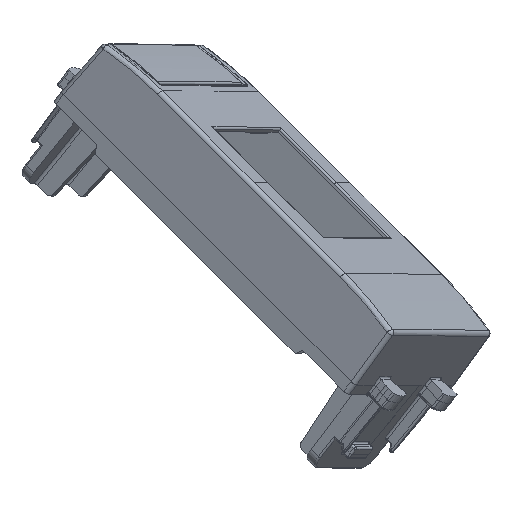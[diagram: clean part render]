
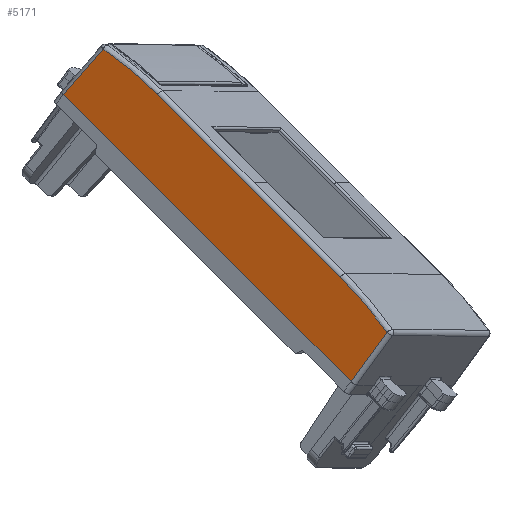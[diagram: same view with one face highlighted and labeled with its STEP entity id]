
A CAD part, isometric view. The second image highlights one B-rep face of the part: STEP entity #5171.
In plain terms, the highlighted face is planar.
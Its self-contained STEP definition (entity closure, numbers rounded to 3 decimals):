
#3877=CARTESIAN_POINT('Vertex',(-21.669,11.119,7.708)) ;
#3880=CARTESIAN_POINT('Line Origine',(-21.78,11.141,5.16)) ;
#3884=CARTESIAN_POINT('Vertex',(-21.95,11.175,1.275)) ;
#5124=CARTESIAN_POINT('Axis2P3D Location',(0.,11.175,1.275)) ;
#5130=CARTESIAN_POINT('Control Point',(-13.969,11.113,8.379)) ;
#5131=CARTESIAN_POINT('Control Point',(-16.549,11.113,8.379)) ;
#5132=CARTESIAN_POINT('Control Point',(-19.128,11.115,8.155)) ;
#5133=CARTESIAN_POINT('Control Point',(-21.669,11.119,7.708)) ;
#5134=CARTESIAN_POINT('Vertex',(-13.969,11.113,8.379)) ;
#5137=CARTESIAN_POINT('Line Origine',(0.,11.113,8.379)) ;
#5141=CARTESIAN_POINT('Vertex',(13.969,11.113,8.379)) ;
#5145=CARTESIAN_POINT('Control Point',(21.669,11.119,7.708)) ;
#5146=CARTESIAN_POINT('Control Point',(19.128,11.115,8.155)) ;
#5147=CARTESIAN_POINT('Control Point',(16.549,11.113,8.379)) ;
#5148=CARTESIAN_POINT('Control Point',(13.969,11.113,8.379)) ;
#5149=CARTESIAN_POINT('Vertex',(21.669,11.119,7.708)) ;
#5153=CARTESIAN_POINT('Control Point',(21.669,11.119,7.708)) ;
#5154=CARTESIAN_POINT('Control Point',(21.95,11.175,1.275)) ;
#5155=CARTESIAN_POINT('Vertex',(21.95,11.175,1.275)) ;
#5158=CARTESIAN_POINT('Line Origine',(0.,11.175,1.275)) ;
#3881=DIRECTION('Vector Direction',(0.044,-0.009,0.999)) ;
#5125=DIRECTION('Axis2P3D Direction',(0.,-1.,-0.009)) ;
#5126=DIRECTION('Axis2P3D XDirection',(-1.,0.,0.)) ;
#5138=DIRECTION('Vector Direction',(-1.,0.,0.)) ;
#5159=DIRECTION('Vector Direction',(-1.,0.,0.)) ;
#5127=AXIS2_PLACEMENT_3D('Plane Axis2P3D',#5124,#5125,#5126) ;
#5164=ORIENTED_EDGE('',*,*,#3886,.F.) ;
#5165=ORIENTED_EDGE('',*,*,#5136,.F.) ;
#5166=ORIENTED_EDGE('',*,*,#5143,.F.) ;
#5167=ORIENTED_EDGE('',*,*,#5151,.F.) ;
#5168=ORIENTED_EDGE('',*,*,#5157,.F.) ;
#5169=ORIENTED_EDGE('',*,*,#5162,.F.) ;
#3882=VECTOR('Line Direction',#3881,1.) ;
#5139=VECTOR('Line Direction',#5138,1.) ;
#5160=VECTOR('Line Direction',#5159,1.) ;
#5171=ADVANCED_FACE('PartBody',(#5170),#5128,.F.) ;
#5129=B_SPLINE_CURVE_WITH_KNOTS('',3,(#5130,#5131,#5132,#5133),.UNSPECIFIED.,.F.,.U.,(4,4),(40.15,51.156),.UNSPECIFIED.) ;
#5144=B_SPLINE_CURVE_WITH_KNOTS('',3,(#5145,#5146,#5147,#5148),.UNSPECIFIED.,.F.,.U.,(4,4),(14.042,25.047),.UNSPECIFIED.) ;
#5152=B_SPLINE_CURVE_WITH_KNOTS('',1,(#5153,#5154),.UNSPECIFIED.,.F.,.U.,(2,2),(-2.551,3.889),.UNSPECIFIED.) ;
#3886=EDGE_CURVE('',#3878,#3885,#3883,.F.) ;
#5136=EDGE_CURVE('',#5135,#3878,#5129,.T.) ;
#5143=EDGE_CURVE('',#5142,#5135,#5140,.T.) ;
#5151=EDGE_CURVE('',#5150,#5142,#5144,.T.) ;
#5157=EDGE_CURVE('',#5156,#5150,#5152,.F.) ;
#5162=EDGE_CURVE('',#3885,#5156,#5161,.F.) ;
#5163=EDGE_LOOP('',(#5164,#5165,#5166,#5167,#5168,#5169)) ;
#5170=FACE_OUTER_BOUND('',#5163,.T.) ;
#3883=LINE('Line',#3880,#3882) ;
#5140=LINE('Line',#5137,#5139) ;
#5161=LINE('Line',#5158,#5160) ;
#5128=PLANE('',#5127) ;
#3878=VERTEX_POINT('',#3877) ;
#3885=VERTEX_POINT('',#3884) ;
#5135=VERTEX_POINT('',#5134) ;
#5142=VERTEX_POINT('',#5141) ;
#5150=VERTEX_POINT('',#5149) ;
#5156=VERTEX_POINT('',#5155) ;
